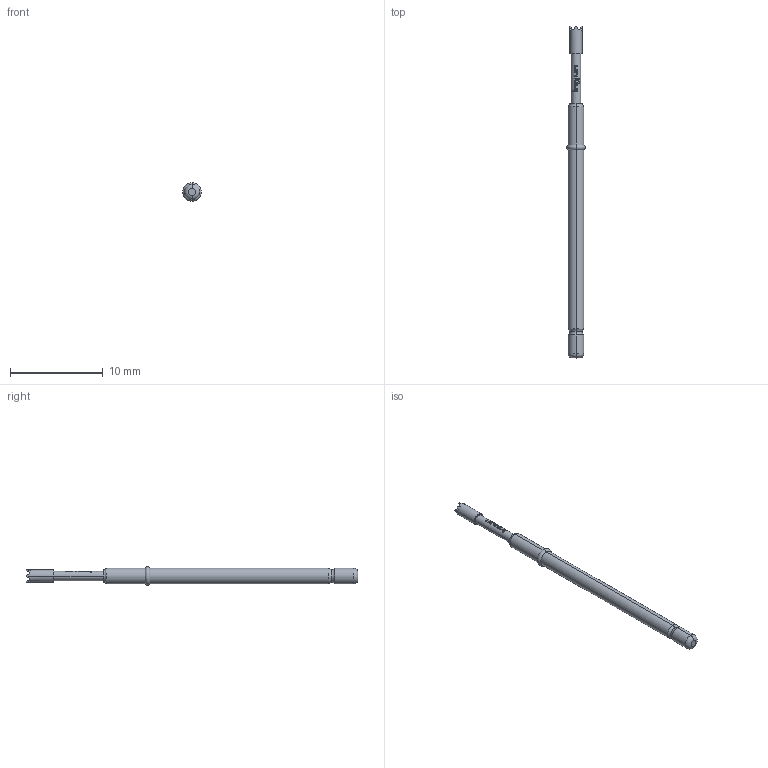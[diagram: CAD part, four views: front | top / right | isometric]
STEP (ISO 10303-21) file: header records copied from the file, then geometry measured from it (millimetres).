
FILE_DESCRIPTION (( 'STEP AP203' ), '1' );
FILE_NAME ('INGUN_GKS-112_306_130_R_xx05.STEP', '2022-01-12T12:17:13', ( 'ochi' ), ( '' ), 'SwSTEP 2.0', 'SolidWorks 2018', '' );
FILE_SCHEMA (( 'CONFIG_CONTROL_DESIGN' ));
Length unit declared in the file: millimetre
Products named in the file (1): INGUN_GKS-112_306_130_R_xx05
Bounding box: 2 x 35.7 x 2 mm (x, y, z)
Volume: 66.1 mm3; surface area: 176.2 mm2
Topology: 1 solids, 1 shells, 119 faces, 288 edges, 179 vertices
Faces by surface type: plane 71, bspline 22, cylinder 16, torus 10
Entity records: 3763 total; most frequent: CARTESIAN_POINT 1153, ORIENTED_EDGE 576, DIRECTION 450, EDGE_CURVE 288, VERTEX_POINT 179, AXIS2_PLACEMENT_3D 172, EDGE_LOOP 127, ADVANCED_FACE 119
